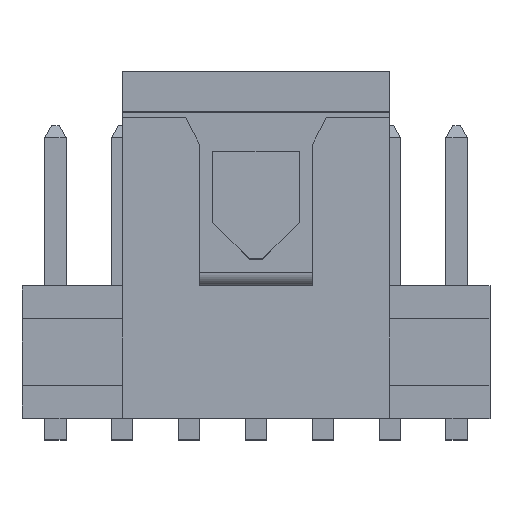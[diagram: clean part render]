
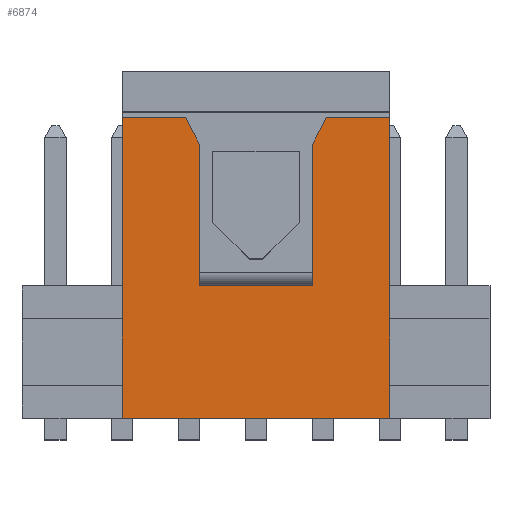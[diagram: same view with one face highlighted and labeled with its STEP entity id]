
A CAD part, top view. The second image highlights one B-rep face of the part: STEP entity #6874.
In plain terms, the highlighted planar face has unit normal (0, 0, 1).
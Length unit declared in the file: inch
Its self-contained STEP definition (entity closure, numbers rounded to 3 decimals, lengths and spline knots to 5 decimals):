
#103=ORIENTED_EDGE('',*,*,#2127,.T.);
#104=ORIENTED_EDGE('',*,*,#2128,.T.);
#105=ORIENTED_EDGE('',*,*,#2129,.T.);
#106=ORIENTED_EDGE('',*,*,#2130,.T.);
#107=ORIENTED_EDGE('',*,*,#2131,.F.);
#108=ORIENTED_EDGE('',*,*,#2132,.F.);
#109=ORIENTED_EDGE('',*,*,#2133,.T.);
#110=ORIENTED_EDGE('',*,*,#2134,.T.);
#111=ORIENTED_EDGE('',*,*,#2135,.T.);
#112=ORIENTED_EDGE('',*,*,#2136,.T.);
#2127=EDGE_CURVE('',#3139,#3140,#3791,.T.);
#2128=EDGE_CURVE('',#3140,#3141,#3792,.T.);
#2129=EDGE_CURVE('',#3141,#3142,#3793,.T.);
#2130=EDGE_CURVE('',#3142,#3143,#3794,.T.);
#2131=EDGE_CURVE('',#3144,#3143,#3795,.T.);
#2132=EDGE_CURVE('',#3145,#3144,#3796,.T.);
#2133=EDGE_CURVE('',#3145,#3146,#3797,.T.);
#2134=EDGE_CURVE('',#3146,#3147,#3798,.T.);
#2135=EDGE_CURVE('',#3147,#3148,#3799,.T.);
#2136=EDGE_CURVE('',#3148,#3139,#3800,.T.);
#3139=VERTEX_POINT('',#9516);
#3140=VERTEX_POINT('',#9517);
#3141=VERTEX_POINT('',#9519);
#3142=VERTEX_POINT('',#9521);
#3143=VERTEX_POINT('',#9523);
#3144=VERTEX_POINT('',#9525);
#3145=VERTEX_POINT('',#9527);
#3146=VERTEX_POINT('',#9529);
#3147=VERTEX_POINT('',#9531);
#3148=VERTEX_POINT('',#9533);
#3791=LINE('',#9515,#4763);
#3792=LINE('',#9518,#4764);
#3793=LINE('',#9520,#4765);
#3794=LINE('',#9522,#4766);
#3795=LINE('',#9524,#4767);
#3796=LINE('',#9526,#4768);
#3797=LINE('',#9528,#4769);
#3798=LINE('',#9530,#4770);
#3799=LINE('',#9532,#4771);
#3800=LINE('',#9534,#4772);
#4763=VECTOR('',#7713,39.37008);
#4764=VECTOR('',#7714,39.37008);
#4765=VECTOR('',#7715,39.37008);
#4766=VECTOR('',#7716,39.37008);
#4767=VECTOR('',#7717,39.37008);
#4768=VECTOR('',#7718,39.37008);
#4769=VECTOR('',#7719,39.37008);
#4770=VECTOR('',#7720,39.37008);
#4771=VECTOR('',#7721,39.37008);
#4772=VECTOR('',#7722,39.37008);
#5735=EDGE_LOOP('',(#103,#104,#105,#106,#107,#108,#109,#110,#111,#112));
#6129=FACE_BOUND('',#5735,.T.);
#6523=PLANE('',#7294);
#6874=ADVANCED_FACE('',(#6129),#6523,.T.);
#7294=AXIS2_PLACEMENT_3D('',#9514,#7711,#7712);
#7711=DIRECTION('',(0.,0.,1.));
#7712=DIRECTION('',(1.,0.,0.));
#7713=DIRECTION('',(0.,1.,0.));
#7714=DIRECTION('',(-0.447,0.894,0.));
#7715=DIRECTION('',(-1.,0.,0.));
#7716=DIRECTION('',(0.,-1.,0.));
#7717=DIRECTION('',(-1.,0.,0.));
#7718=DIRECTION('',(0.,-1.,0.));
#7719=DIRECTION('',(-1.,0.,0.));
#7720=DIRECTION('',(-0.447,-0.894,0.));
#7721=DIRECTION('',(0.,-1.,0.));
#7722=DIRECTION('',(-1.,0.,0.));
#9514=CARTESIAN_POINT('',(0.1,0.005,0.1));
#9515=CARTESIAN_POINT('',(-0.0425,0.005,0.1));
#9516=CARTESIAN_POINT('',(-0.0425,0.099,0.1));
#9517=CARTESIAN_POINT('',(-0.0425,0.205,0.1));
#9518=CARTESIAN_POINT('',(0.066,-0.012,0.1));
#9519=CARTESIAN_POINT('',(-0.0525,0.225,0.1));
#9520=CARTESIAN_POINT('',(0.1,0.225,0.1));
#9521=CARTESIAN_POINT('',(-0.1,0.225,0.1));
#9522=CARTESIAN_POINT('',(-0.1,0.005,0.1));
#9523=CARTESIAN_POINT('',(-0.1,0.,0.1));
#9524=CARTESIAN_POINT('',(0.1,0.,0.1));
#9525=CARTESIAN_POINT('',(0.1,0.,0.1));
#9526=CARTESIAN_POINT('',(0.1,0.005,0.1));
#9527=CARTESIAN_POINT('',(0.1,0.225,0.1));
#9528=CARTESIAN_POINT('',(0.1,0.225,0.1));
#9529=CARTESIAN_POINT('',(0.0525,0.225,0.1));
#9530=CARTESIAN_POINT('',(-0.026,0.068,0.1));
#9531=CARTESIAN_POINT('',(0.0425,0.205,0.1));
#9532=CARTESIAN_POINT('',(0.0425,0.005,0.1));
#9533=CARTESIAN_POINT('',(0.0425,0.099,0.1));
#9534=CARTESIAN_POINT('',(0.1,0.099,0.1));
